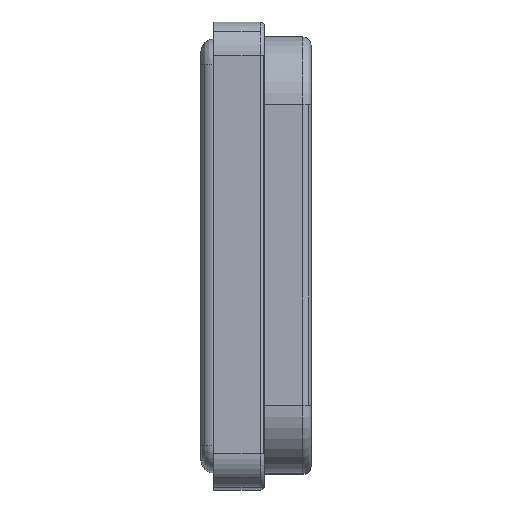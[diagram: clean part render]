
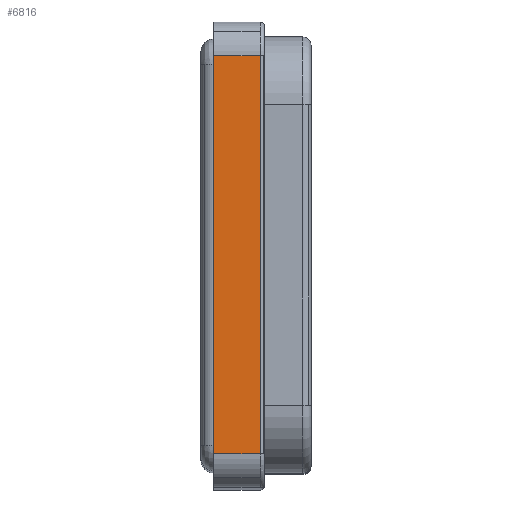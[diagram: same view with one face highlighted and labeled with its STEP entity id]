
A CAD part, top view. The second image highlights one B-rep face of the part: STEP entity #6816.
In plain terms, the highlighted planar face has unit normal (0, 0, 1).
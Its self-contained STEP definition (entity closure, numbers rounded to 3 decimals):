
#59=CARTESIAN_POINT('',(-0.5,-23.5,152.0));
#60=VERTEX_POINT('',#59);
#68=CARTESIAN_POINT('',(-6.,-23.5,152.0));
#69=VERTEX_POINT('',#68);
#70=CARTESIAN_POINT('',(-0.5,-23.5,152.0));
#71=DIRECTION('',(-1.0,0.0,0.0));
#72=VECTOR('',#71,5.5);
#73=LINE('',#70,#72);
#74=EDGE_CURVE('',#60,#69,#73,.T.);
#5249=CARTESIAN_POINT('',(-6.,23.5,152.0));
#5250=VERTEX_POINT('',#5249);
#5251=CARTESIAN_POINT('',(-6.,23.5,152.0));
#5252=DIRECTION('',(0.0,-1.0,0.0));
#5253=VECTOR('',#5252,47.);
#5254=LINE('',#5251,#5253);
#5255=EDGE_CURVE('',#5250,#69,#5254,.T.);
#6552=CARTESIAN_POINT('',(-0.5,23.5,152.0));
#6553=VERTEX_POINT('',#6552);
#6561=CARTESIAN_POINT('',(-0.5,23.5,152.0));
#6562=DIRECTION('',(0.0,-1.0,0.0));
#6563=VECTOR('',#6562,47.0);
#6564=LINE('',#6561,#6563);
#6565=EDGE_CURVE('',#6553,#60,#6564,.T.);
#6771=CARTESIAN_POINT('',(-6.,23.5,152.0));
#6772=DIRECTION('',(1.0,0.0,0.0));
#6773=VECTOR('',#6772,5.5);
#6774=LINE('',#6771,#6773);
#6775=EDGE_CURVE('',#5250,#6553,#6774,.T.);
#6805=CARTESIAN_POINT('',(0.0,27.5,152.0));
#6806=DIRECTION('',(0.0,0.0,1.0));
#6807=DIRECTION('',(1.0,0.0,0.0));
#6808=AXIS2_PLACEMENT_3D('',#6805,#6806,#6807);
#6809=PLANE('',#6808);
#6810=ORIENTED_EDGE('',*,*,#6565,.F.);
#6811=ORIENTED_EDGE('',*,*,#6775,.F.);
#6812=ORIENTED_EDGE('',*,*,#5255,.T.);
#6813=ORIENTED_EDGE('',*,*,#74,.F.);
#6814=EDGE_LOOP('',(#6810,#6811,#6812,#6813));
#6815=FACE_OUTER_BOUND('',#6814,.T.);
#6816=ADVANCED_FACE('',(#6815),#6809,.T.);
